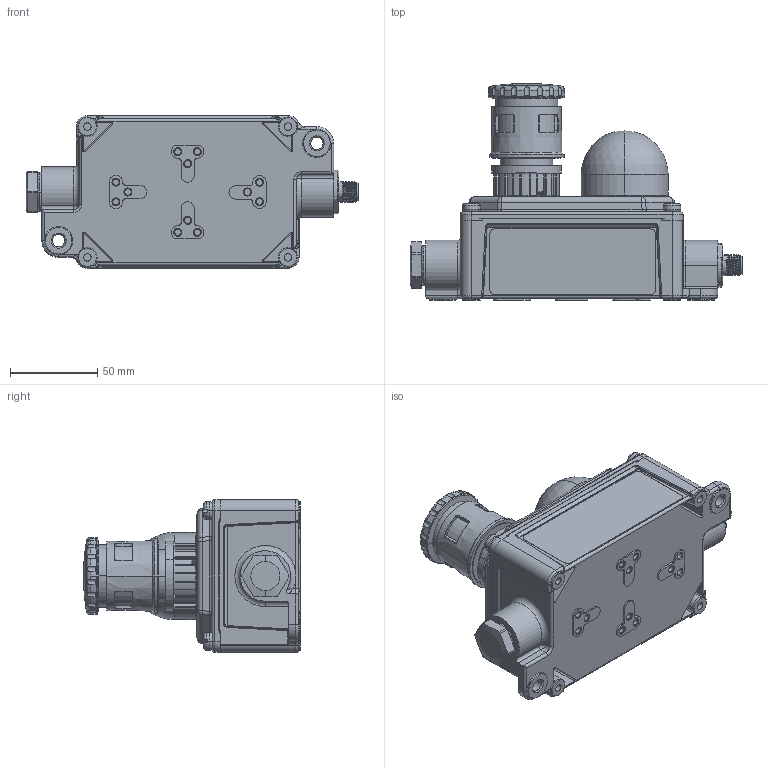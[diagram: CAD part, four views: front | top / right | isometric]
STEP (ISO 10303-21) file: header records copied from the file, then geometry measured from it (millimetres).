
FILE_DESCRIPTION((''),'2;1');
FILE_NAME('175244_ASM','2013-09-17T',('pdmadmin'),(''),'PRO/ENGINEER BY PARAMETRIC TECHNOLOGY CORPORATION, 2012300','PRO/ENGINEER BY PARAMETRIC TECHNOLOGY CORPORATION, 2012300','');
FILE_SCHEMA(('CONFIG_CONTROL_DESIGN'));
Products named in the file (22): 157409; 29320; 122175; 156118; 120658; 08511; 43917; 157412; 126458_GENERIC; 126905; 129213_ASM; 160882_OUTSIDE-XN-LOCKOUT-BODY; 160882_OUTSIDE-XN-LOKOUT-HANDLE; 160882_OUTSIDE-XN-LOCKOUT-NUT; 160882_BASE1; 160882_BASE2; 160882_ASM; 107054; 133644; 133644_ASM; 78384_ASM; 175244_ASM
Assembly tree (26 placements, depth 4):
  175244_ASM
    157409
    29320  x2
    122175
    156118
    120658
    08511
    43917  x4
    157412  x2
    126458_GENERIC
    129213_ASM
      126905
    160882_ASM
      160882_OUTSIDE-XN-LOCKOUT-BODY
      160882_OUTSIDE-XN-LOKOUT-HANDLE
      160882_OUTSIDE-XN-LOCKOUT-NUT
      160882_BASE1
      160882_BASE2
    78384_ASM
      107054
      133644_ASM
        133644
Bounding box: 190.38 x 124.31 x 87.63 mm (x, y, z)
Volume: 226485.3 mm3; surface area: 205101.4 mm2
Topology: 19 solids, 25 shells, 3418 faces, 8643 edges, 5221 vertices
Faces by surface type: cylinder 1261, plane 1027, torus 394, bspline 325, cone 235, sphere 137, extrusion 33, revolution 6
Entity records: 139324 total; most frequent: CARTESIAN_POINT 60028, ORIENTED_EDGE 16657, DIRECTION 16414, EDGE_CURVE 8412, AXIS2_PLACEMENT_3D 6225, VERTEX_POINT 5129, VECTOR 3958, LINE 3925
